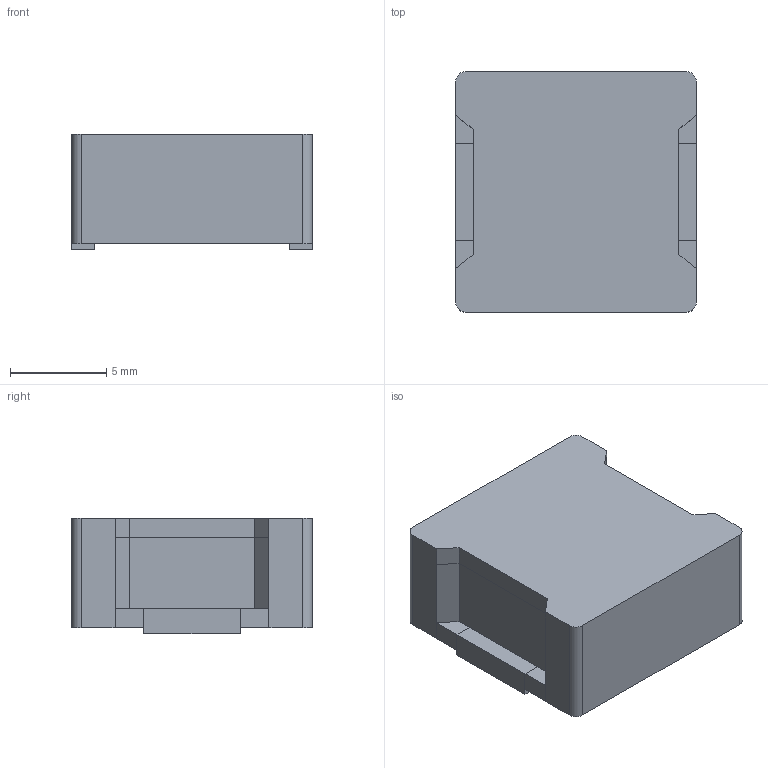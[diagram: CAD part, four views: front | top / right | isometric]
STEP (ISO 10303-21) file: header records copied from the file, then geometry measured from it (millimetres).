
FILE_DESCRIPTION((''),'2;1');
FILE_NAME('IND_PANASONIC_PCC-F126F(N6).stp','2010-09-29T10:52:54',(''),(''),'Mechanical Desktop 2010','Mechanical Desktop 2010',', , ');
FILE_SCHEMA(('AUTOMOTIVE_DESIGN { 1 2 10303 214 1 1 1 1 }'));
Length unit declared in the file: millimetre
Products named in the file (1): Product
Bounding box: 12.5 x 12.5 x 6 mm (x, y, z)
Volume: 831.8 mm3; surface area: 934.6 mm2
Topology: 7 solids, 7 shells, 80 faces, 194 edges, 128 vertices
Faces by surface type: plane 64, bspline 12, cylinder 4
Entity records: 2347 total; most frequent: CARTESIAN_POINT 439, ORIENTED_EDGE 388, DIRECTION 340, EDGE_CURVE 194, VECTOR 186, LINE 186, VERTEX_POINT 128, EDGE_LOOP 80
